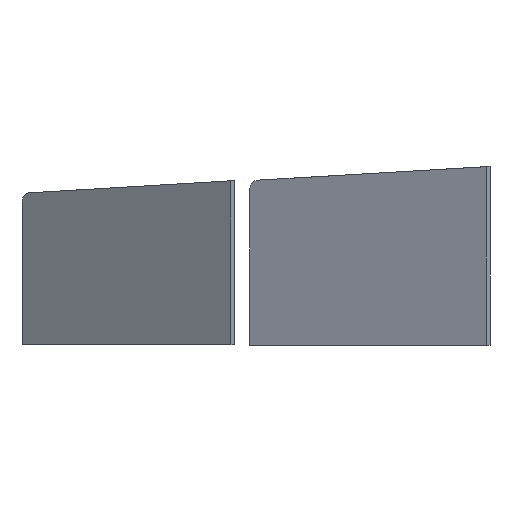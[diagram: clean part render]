
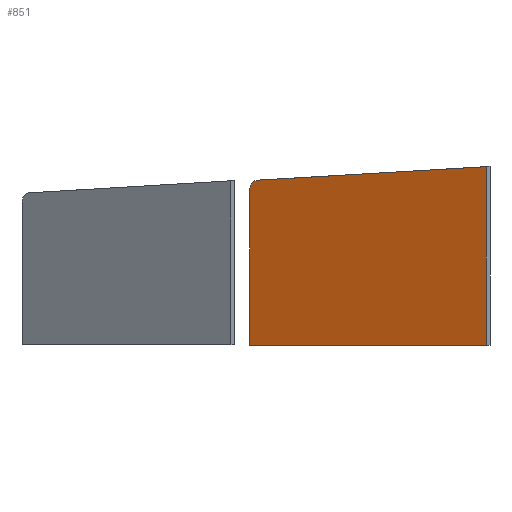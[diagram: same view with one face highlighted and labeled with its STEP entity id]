
A CAD part, top view. The second image highlights one B-rep face of the part: STEP entity #851.
In plain terms, the highlighted planar face has unit normal (-0.438, 0, 0.899).
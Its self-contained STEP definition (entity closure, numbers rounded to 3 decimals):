
#484 = CYLINDRICAL_SURFACE('',#485,34.619);
#485 = AXIS2_PLACEMENT_3D('',#486,#487,#488);
#486 = CARTESIAN_POINT('',(10972.624,520.074,
    3879.716));
#487 = DIRECTION('',(0.525,0.031,-0.85));
#488 = DIRECTION('',(-0.058,0.998,
    0.));
#519 = PLANE('',#520);
#520 = AXIS2_PLACEMENT_3D('',#521,#522,#523);
#521 = CARTESIAN_POINT('',(4.895,-84.046,0.));
#522 = DIRECTION('',(0.058,-0.998,0.));
#523 = DIRECTION('',(0.,0.,-1.));
#546 = PLANE('',#547);
#547 = AXIS2_PLACEMENT_3D('',#548,#549,#550);
#548 = CARTESIAN_POINT('',(10457.485,0.,6463.149));
#549 = DIRECTION('',(0.851,0.,0.526));
#550 = DIRECTION('',(0.,-1.,0.));
#573 = PLANE('',#574);
#574 = AXIS2_PLACEMENT_3D('',#575,#576,#577);
#575 = CARTESIAN_POINT('',(0.,0.,-7500.));
#576 = DIRECTION('',(0.,-1.,-0.));
#577 = DIRECTION('',(1.,0.,0.));
#598 = PLANE('',#599);
#599 = AXIS2_PLACEMENT_3D('',#600,#601,#602);
#600 = CARTESIAN_POINT('',(9645.441,0.,5961.273));
#601 = DIRECTION('',(0.851,0.,0.526));
#602 = DIRECTION('',(0.,-1.,0.));
#612 = EDGE_CURVE('',#613,#615,#617,.T.);
#613 = VERTEX_POINT('',#614);
#614 = CARTESIAN_POINT('',(11772.186,568.359,
    2520.162));
#615 = VERTEX_POINT('',#616);
#616 = CARTESIAN_POINT('',(11801.925,603.053,
    2534.636));
#617 = SURFACE_CURVE('',#618,(#623,#636),.PCURVE_S1.);
#618 = ELLIPSE('',#619,34.811,34.619);
#619 = AXIS2_PLACEMENT_3D('',#620,#621,#622);
#620 = CARTESIAN_POINT('',(11803.472,568.466,
    2535.389));
#621 = DIRECTION('',(0.438,0.,-0.899)
  );
#622 = DIRECTION('',(0.86,0.292,0.419));
#623 = PCURVE('',#484,#624);
#624 = DEFINITIONAL_REPRESENTATION('',(#625),#635);
#625 = B_SPLINE_CURVE_WITH_KNOTS('',8,(#626,#627,#628,#629,#630,#631,
    #632,#633,#634),.UNSPECIFIED.,.F.,.F.,(9,9),(3.436,
    4.957),.PIECEWISE_BEZIER_KNOTS.);
#626 = CARTESIAN_POINT('',(-1.521,1577.599));
#627 = CARTESIAN_POINT('',(-1.331,1577.801));
#628 = CARTESIAN_POINT('',(-1.141,1578.147));
#629 = CARTESIAN_POINT('',(-0.951,1578.627));
#630 = CARTESIAN_POINT('',(-0.761,1579.217));
#631 = CARTESIAN_POINT('',(-0.57,1579.887));
#632 = CARTESIAN_POINT('',(-0.38,1580.597));
#633 = CARTESIAN_POINT('',(-0.19,1581.308));
#634 = CARTESIAN_POINT('',(0.,1581.982));
#635 = ( GEOMETRIC_REPRESENTATION_CONTEXT(2) 
PARAMETRIC_REPRESENTATION_CONTEXT() REPRESENTATION_CONTEXT('2D SPACE',''
  ) );
#636 = PCURVE('',#637,#642);
#637 = PLANE('',#638);
#638 = AXIS2_PLACEMENT_3D('',#639,#640,#641);
#639 = CARTESIAN_POINT('',(-9676.723,-46.239,
    -7918.92));
#640 = DIRECTION('',(0.438,0.,-0.899));
#641 = DIRECTION('',(0.,-1.,0.));
#642 = DEFINITIONAL_REPRESENTATION('',(#643),#647);
#643 = ELLIPSE('',#644,34.811,34.619);
#644 = AXIS2_PLACEMENT_2D('',#645,#646);
#645 = CARTESIAN_POINT('',(-614.705,-23889.148));
#646 = DIRECTION('',(-0.292,-0.957));
#647 = ( GEOMETRIC_REPRESENTATION_CONTEXT(2) 
PARAMETRIC_REPRESENTATION_CONTEXT() REPRESENTATION_CONTEXT('2D SPACE',''
  ) );
#696 = EDGE_CURVE('',#613,#697,#699,.T.);
#697 = VERTEX_POINT('',#698);
#698 = CARTESIAN_POINT('',(11772.186,0.,2520.162));
#699 = SURFACE_CURVE('',#700,(#704,#710),.PCURVE_S1.);
#700 = LINE('',#701,#702);
#701 = CARTESIAN_POINT('',(11772.186,-23.12,
    2520.162));
#702 = VECTOR('',#703,1.);
#703 = DIRECTION('',(0.,-1.,0.));
#704 = PCURVE('',#598,#705);
#705 = DEFINITIONAL_REPRESENTATION('',(#706),#709);
#706 = B_SPLINE_CURVE_WITH_KNOTS('',1,(#707,#708),.UNSPECIFIED.,.F.,.F.,
  (2,2),(-699.16,583.793),.PIECEWISE_BEZIER_KNOTS.);
#707 = CARTESIAN_POINT('',(-676.041,4045.28));
#708 = CARTESIAN_POINT('',(606.913,4045.28));
#709 = ( GEOMETRIC_REPRESENTATION_CONTEXT(2) 
PARAMETRIC_REPRESENTATION_CONTEXT() REPRESENTATION_CONTEXT('2D SPACE',''
  ) );
#710 = PCURVE('',#637,#711);
#711 = DEFINITIONAL_REPRESENTATION('',(#712),#715);
#712 = B_SPLINE_CURVE_WITH_KNOTS('',1,(#713,#714),.UNSPECIFIED.,.F.,.F.,
  (2,2),(-699.16,583.793),.PIECEWISE_BEZIER_KNOTS.);
#713 = CARTESIAN_POINT('',(-722.28,-23854.353));
#714 = CARTESIAN_POINT('',(560.674,-23854.353));
#715 = ( GEOMETRIC_REPRESENTATION_CONTEXT(2) 
PARAMETRIC_REPRESENTATION_CONTEXT() REPRESENTATION_CONTEXT('2D SPACE',''
  ) );
#742 = VERTEX_POINT('',#743);
#743 = CARTESIAN_POINT('',(12634.907,0.,2940.044));
#762 = EDGE_CURVE('',#742,#697,#763,.T.);
#763 = SURFACE_CURVE('',#764,(#768,#774),.PCURVE_S1.);
#764 = LINE('',#765,#766);
#765 = CARTESIAN_POINT('',(-5682.531,0.,
    -5974.966));
#766 = VECTOR('',#767,1.);
#767 = DIRECTION('',(-0.899,0.,-0.438));
#768 = PCURVE('',#573,#769);
#769 = DEFINITIONAL_REPRESENTATION('',(#770),#773);
#770 = B_SPLINE_CURVE_WITH_KNOTS('',1,(#771,#772),.UNSPECIFIED.,.F.,.F.,
  (2,2),(-20467.643,-19316.275),
  .PIECEWISE_BEZIER_KNOTS.);
#771 = CARTESIAN_POINT('',(12721.179,10482.033));
#772 = CARTESIAN_POINT('',(11685.914,9978.174));
#773 = ( GEOMETRIC_REPRESENTATION_CONTEXT(2) 
PARAMETRIC_REPRESENTATION_CONTEXT() REPRESENTATION_CONTEXT('2D SPACE',''
  ) );
#774 = PCURVE('',#637,#775);
#775 = DEFINITIONAL_REPRESENTATION('',(#776),#779);
#776 = B_SPLINE_CURVE_WITH_KNOTS('',1,(#777,#778),.UNSPECIFIED.,.F.,.F.,
  (2,2),(-20467.643,-19316.275),
  .PIECEWISE_BEZIER_KNOTS.);
#777 = CARTESIAN_POINT('',(-46.239,-24909.773));
#778 = CARTESIAN_POINT('',(-46.239,-23758.406));
#779 = ( GEOMETRIC_REPRESENTATION_CONTEXT(2) 
PARAMETRIC_REPRESENTATION_CONTEXT() REPRESENTATION_CONTEXT('2D SPACE',''
  ) );
#787 = VERTEX_POINT('',#788);
#788 = CARTESIAN_POINT('',(12634.907,651.568,
    2940.044));
#807 = EDGE_CURVE('',#787,#742,#808,.T.);
#808 = SURFACE_CURVE('',#809,(#813,#819),.PCURVE_S1.);
#809 = LINE('',#810,#811);
#810 = CARTESIAN_POINT('',(12634.907,-23.12,
    2940.044));
#811 = VECTOR('',#812,1.);
#812 = DIRECTION('',(0.,-1.,0.));
#813 = PCURVE('',#546,#814);
#814 = DEFINITIONAL_REPRESENTATION('',(#815),#818);
#815 = B_SPLINE_CURVE_WITH_KNOTS('',1,(#816,#817),.UNSPECIFIED.,.F.,.F.,
  (2,2),(-794.153,630.195),.PIECEWISE_BEZIER_KNOTS.);
#816 = CARTESIAN_POINT('',(-771.033,4141.67));
#817 = CARTESIAN_POINT('',(653.314,4141.67));
#818 = ( GEOMETRIC_REPRESENTATION_CONTEXT(2) 
PARAMETRIC_REPRESENTATION_CONTEXT() REPRESENTATION_CONTEXT('2D SPACE',''
  ) );
#819 = PCURVE('',#637,#820);
#820 = DEFINITIONAL_REPRESENTATION('',(#821),#824);
#821 = B_SPLINE_CURVE_WITH_KNOTS('',1,(#822,#823),.UNSPECIFIED.,.F.,.F.,
  (2,2),(-794.153,630.195),.PIECEWISE_BEZIER_KNOTS.);
#822 = CARTESIAN_POINT('',(-817.273,-24813.826));
#823 = CARTESIAN_POINT('',(607.075,-24813.826));
#824 = ( GEOMETRIC_REPRESENTATION_CONTEXT(2) 
PARAMETRIC_REPRESENTATION_CONTEXT() REPRESENTATION_CONTEXT('2D SPACE',''
  ) );
#833 = EDGE_CURVE('',#787,#615,#834,.T.);
#834 = SURFACE_CURVE('',#835,(#839,#845),.PCURVE_S1.);
#835 = LINE('',#836,#837);
#836 = CARTESIAN_POINT('',(-4192.568,-328.52,
    -5249.808));
#837 = VECTOR('',#838,1.);
#838 = DIRECTION('',(-0.898,-0.052,-0.437
    ));
#839 = PCURVE('',#519,#840);
#840 = DEFINITIONAL_REPRESENTATION('',(#841),#844);
#841 = B_SPLINE_CURVE_WITH_KNOTS('',1,(#842,#843),.UNSPECIFIED.,.F.,.F.,
  (2,2),(-18942.122,-17321.003),
  .PIECEWISE_BEZIER_KNOTS.);
#842 = CARTESIAN_POINT('',(-3028.252,12832.961));
#843 = CARTESIAN_POINT('',(-2319.793,11374.842));
#844 = ( GEOMETRIC_REPRESENTATION_CONTEXT(2) 
PARAMETRIC_REPRESENTATION_CONTEXT() REPRESENTATION_CONTEXT('2D SPACE',''
  ) );
#845 = PCURVE('',#637,#846);
#846 = DEFINITIONAL_REPRESENTATION('',(#847),#850);
#847 = B_SPLINE_CURVE_WITH_KNOTS('',1,(#848,#849),.UNSPECIFIED.,.F.,.F.,
  (2,2),(-18942.122,-17321.003),
  .PIECEWISE_BEZIER_KNOTS.);
#848 = CARTESIAN_POINT('',(-708.364,-25015.389));
#849 = CARTESIAN_POINT('',(-623.582,-23396.489));
#850 = ( GEOMETRIC_REPRESENTATION_CONTEXT(2) 
PARAMETRIC_REPRESENTATION_CONTEXT() REPRESENTATION_CONTEXT('2D SPACE',''
  ) );
#851 = ADVANCED_FACE('',(#852),#637,.F.);
#852 = FACE_BOUND('',#853,.F.);
#853 = EDGE_LOOP('',(#854,#855,#856,#857,#858));
#854 = ORIENTED_EDGE('',*,*,#833,.F.);
#855 = ORIENTED_EDGE('',*,*,#807,.T.);
#856 = ORIENTED_EDGE('',*,*,#762,.T.);
#857 = ORIENTED_EDGE('',*,*,#696,.F.);
#858 = ORIENTED_EDGE('',*,*,#612,.T.);
